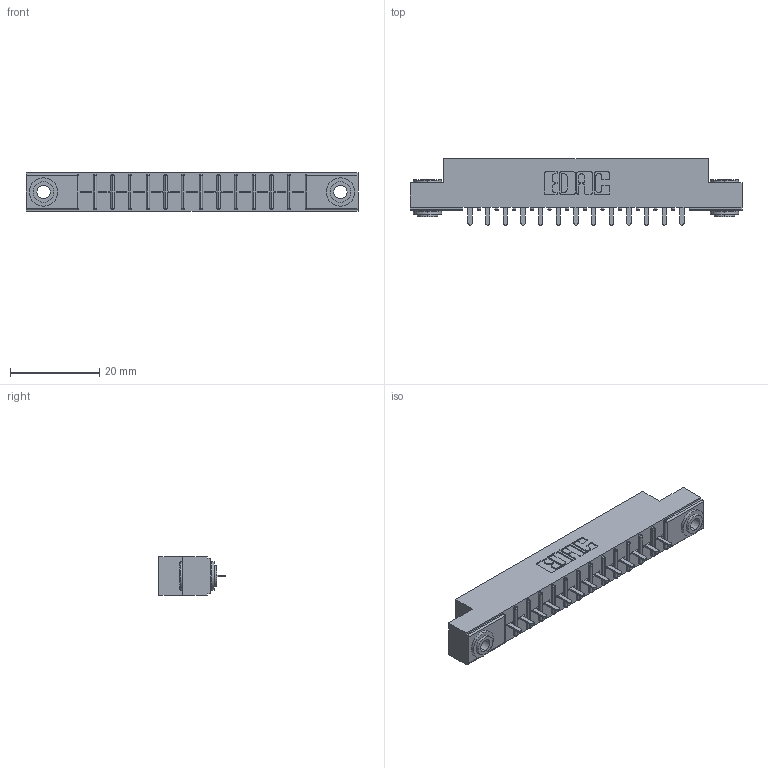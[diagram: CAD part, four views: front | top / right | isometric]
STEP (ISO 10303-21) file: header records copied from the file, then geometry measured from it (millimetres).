
FILE_DESCRIPTION (( 'STEP AP203' ), '1' );
FILE_NAME ('316-013-521-103.STEP', '2018-07-31T00:35:42', ( '' ), ( '' ), 'SwSTEP 2.0', 'SolidWorks 2016', '' );
FILE_SCHEMA (( 'CONFIG_CONTROL_DESIGN' ));
Length unit declared in the file: inch
Products named in the file (4): 345-250-002_345-250-002-102; 316-013-521-103; 306 Part_.156 Dia; 306-290-001_121
Assembly tree (16 placements, depth 2):
  316-013-521-103
    306 Part_.156 Dia
    306-290-001_121  x13
    345-250-002_345-250-002-102  x2
Bounding box: 74.52 x 14.88 x 8.71 mm (x, y, z)
Volume: 5045.7 mm3; surface area: 7329.5 mm2
Topology: 16 solids, 16 shells, 1078 faces, 2989 edges, 1918 vertices
Faces by surface type: plane 703, cylinder 315, sphere 52, cone 8
Entity records: 16901 total; most frequent: CARTESIAN_POINT 2811, DIRECTION 2789, ORIENTED_EDGE 2774, EDGE_CURVE 1387, VECTOR 1061, LINE 1061, VERTEX_POINT 886, AXIS2_PLACEMENT_3D 864
